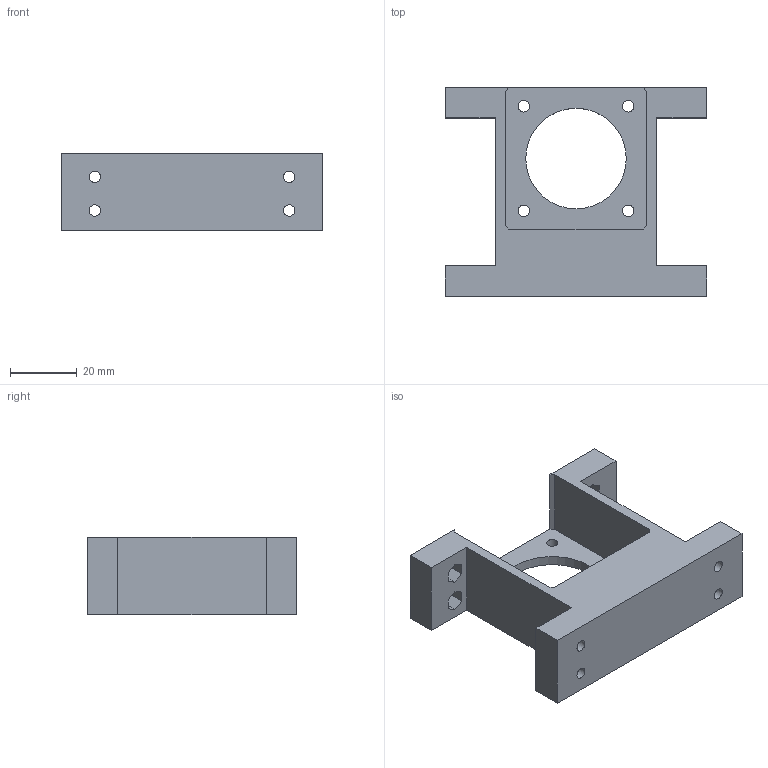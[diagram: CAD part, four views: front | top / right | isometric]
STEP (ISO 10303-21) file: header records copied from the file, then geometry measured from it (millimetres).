
FILE_DESCRIPTION(/* description */ (''),/* implementation_level */ '2;1');
FILE_NAME(/* name */ '步进电机支架打印_stp.stp',/* time_stamp */ '2024-10-14T18:13:17+08:00',/* author */ (''),/* organization */ (''),/* preprocessor_version */ 'ST-DEVELOPER v20',/* originating_system */ 'SIEMENS PLM Software NX2312.5001',/* authorisation */ '');
FILE_SCHEMA (('AUTOMOTIVE_DESIGN { 1 0 10303 214 3 1 1 1 }'));
Length unit declared in the file: millimetre
Products named in the file (1): 步进电机支架打印_stp
Bounding box: 78 x 62.2 x 23 mm (x, y, z)
Volume: 42069.8 mm3; surface area: 16520.9 mm2
Topology: 1 solids, 1 shells, 91 faces, 251 edges, 170 vertices
Faces by surface type: plane 78, cylinder 13
Full cylindrical faces by diameter (mm): 3.4 x12, 30 x1
Entity records: 2814 total; most frequent: CARTESIAN_POINT 484, ORIENTED_EDGE 460, DIRECTION 440, EDGE_CURVE 230, LINE 204, VECTOR 204, VERTEX_POINT 162, EDGE_LOOP 138
